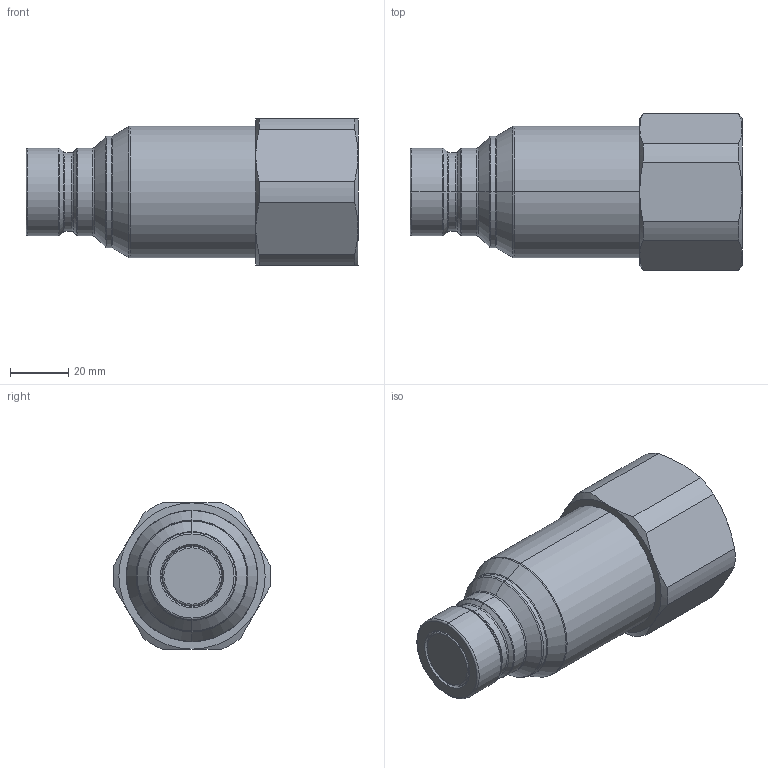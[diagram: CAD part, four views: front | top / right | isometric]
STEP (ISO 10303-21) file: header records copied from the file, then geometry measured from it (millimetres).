
FILE_DESCRIPTION (( 'STEP AP214' ), '1' );
FILE_NAME ('FEC-752-12FB.STEP', '2014-02-24T12:18:36', ( 'admin' ), ( 'Microsoft' ), 'SwSTEP 2.0', 'SolidWorks 2009', '' );
FILE_SCHEMA (( 'AUTOMOTIVE_DESIGN' ));
Length unit declared in the file: millimetre
Products named in the file (1): FEC-752-12FB
Bounding box: 113.55 x 53.94 x 50 mm (x, y, z)
Volume: 161048 mm3; surface area: 22693.9 mm2
Topology: 1 solids, 1 shells, 167 faces, 402 edges, 236 vertices
Faces by surface type: plane 51, cone 45, cylinder 45, torus 26
Entity records: 4997 total; most frequent: CARTESIAN_POINT 998, DIRECTION 908, ORIENTED_EDGE 804, EDGE_CURVE 402, AXIS2_PLACEMENT_3D 370, VERTEX_POINT 236, CIRCLE 202, EDGE_LOOP 174
